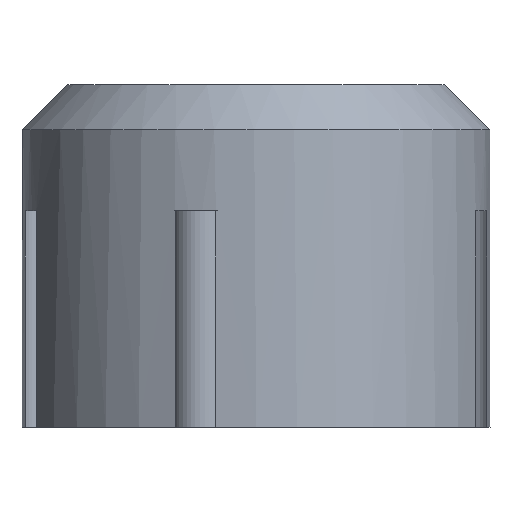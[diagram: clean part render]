
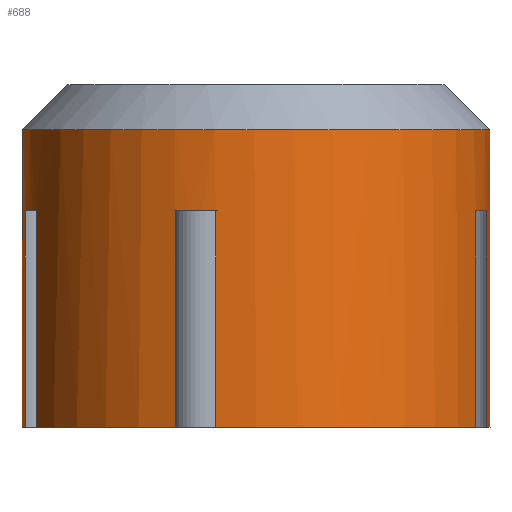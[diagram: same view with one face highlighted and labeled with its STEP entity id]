
A CAD part, front view. The second image highlights one B-rep face of the part: STEP entity #688.
In plain terms, the highlighted cylindrical face has radius 13 mm (diameter 26 mm), a full revolution.
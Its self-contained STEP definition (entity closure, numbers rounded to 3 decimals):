
#112=CARTESIAN_POINT('',(110.952,176.35,12.));
#113=VERTEX_POINT('',#112);
#114=CARTESIAN_POINT('',(110.952,176.35,0.0));
#115=VERTEX_POINT('',#114);
#116=CARTESIAN_POINT('',(110.952,176.35,12.));
#117=DIRECTION('',(0.0,0.0,-1.0));
#118=VECTOR('',#117,12.);
#119=LINE('',#116,#118);
#120=EDGE_CURVE('',#113,#115,#119,.T.);
#122=CARTESIAN_POINT('',(112.602,174.699,12.));
#123=VERTEX_POINT('',#122);
#131=CARTESIAN_POINT('',(112.602,174.699,0.0));
#132=VERTEX_POINT('',#131);
#133=CARTESIAN_POINT('',(112.602,174.699,0.0));
#134=DIRECTION('',(0.0,0.0,1.0));
#135=VECTOR('',#134,12.);
#136=LINE('',#133,#135);
#137=EDGE_CURVE('',#132,#123,#136,.T.);
#154=CARTESIAN_POINT('',(102.622,166.369,12.));
#155=DIRECTION('',(0.0,0.0,1.0));
#156=DIRECTION('',(-0.939,-0.344,0.0));
#157=AXIS2_PLACEMENT_3D('',#154,#155,#156);
#158=CIRCLE('',#157,13.);
#159=EDGE_CURVE('',#123,#113,#158,.T.);
#170=CARTESIAN_POINT('',(89.814,164.141,12.));
#171=VERTEX_POINT('',#170);
#172=CARTESIAN_POINT('',(90.416,161.895,12.));
#173=VERTEX_POINT('',#172);
#174=CARTESIAN_POINT('',(102.622,166.369,12.));
#175=DIRECTION('',(0.0,0.0,1.0));
#176=DIRECTION('',(-0.939,-0.344,0.0));
#177=AXIS2_PLACEMENT_3D('',#174,#175,#176);
#178=CIRCLE('',#177,13.);
#179=EDGE_CURVE('',#171,#173,#178,.T.);
#196=CARTESIAN_POINT('',(89.814,164.141,0.0));
#197=VERTEX_POINT('',#196);
#198=CARTESIAN_POINT('',(89.814,164.141,0.0));
#199=DIRECTION('',(0.0,0.0,1.0));
#200=VECTOR('',#199,12.);
#201=LINE('',#198,#200);
#202=EDGE_CURVE('',#197,#171,#201,.T.);
#204=CARTESIAN_POINT('',(90.416,161.895,0.0));
#205=VERTEX_POINT('',#204);
#213=CARTESIAN_POINT('',(90.416,161.895,12.));
#214=DIRECTION('',(0.0,0.0,-1.0));
#215=VECTOR('',#214,12.);
#216=LINE('',#213,#215);
#217=EDGE_CURVE('',#173,#205,#216,.T.);
#228=CARTESIAN_POINT('',(98.148,154.163,12.));
#229=VERTEX_POINT('',#228);
#230=CARTESIAN_POINT('',(100.393,153.562,12.));
#231=VERTEX_POINT('',#230);
#232=CARTESIAN_POINT('',(102.622,166.369,12.));
#233=DIRECTION('',(0.0,0.0,1.0));
#234=DIRECTION('',(-0.939,-0.344,0.0));
#235=AXIS2_PLACEMENT_3D('',#232,#233,#234);
#236=CIRCLE('',#235,13.);
#237=EDGE_CURVE('',#229,#231,#236,.T.);
#254=CARTESIAN_POINT('',(98.148,154.163,0.0));
#255=VERTEX_POINT('',#254);
#256=CARTESIAN_POINT('',(98.148,154.163,0.0));
#257=DIRECTION('',(0.0,0.0,1.0));
#258=VECTOR('',#257,12.);
#259=LINE('',#256,#258);
#260=EDGE_CURVE('',#255,#229,#259,.T.);
#262=CARTESIAN_POINT('',(100.393,153.562,0.0));
#263=VERTEX_POINT('',#262);
#271=CARTESIAN_POINT('',(100.393,153.562,12.));
#272=DIRECTION('',(0.0,0.0,-1.0));
#273=VECTOR('',#272,12.);
#274=LINE('',#271,#273);
#275=EDGE_CURVE('',#231,#263,#274,.T.);
#286=CARTESIAN_POINT('',(98.148,178.575,12.));
#287=VERTEX_POINT('',#286);
#288=CARTESIAN_POINT('',(98.148,178.575,0.0));
#289=VERTEX_POINT('',#288);
#290=CARTESIAN_POINT('',(98.148,178.575,12.));
#291=DIRECTION('',(0.0,0.0,-1.0));
#292=VECTOR('',#291,12.);
#293=LINE('',#290,#292);
#294=EDGE_CURVE('',#287,#289,#293,.T.);
#296=CARTESIAN_POINT('',(100.393,179.177,12.));
#297=VERTEX_POINT('',#296);
#305=CARTESIAN_POINT('',(100.393,179.177,0.0));
#306=VERTEX_POINT('',#305);
#307=CARTESIAN_POINT('',(100.393,179.177,0.0));
#308=DIRECTION('',(0.0,0.0,1.0));
#309=VECTOR('',#308,12.);
#310=LINE('',#307,#309);
#311=EDGE_CURVE('',#306,#297,#310,.T.);
#328=CARTESIAN_POINT('',(102.622,166.369,12.));
#329=DIRECTION('',(0.0,0.0,1.0));
#330=DIRECTION('',(-0.939,-0.344,0.0));
#331=AXIS2_PLACEMENT_3D('',#328,#329,#330);
#332=CIRCLE('',#331,13.);
#333=EDGE_CURVE('',#297,#287,#332,.T.);
#344=CARTESIAN_POINT('',(115.429,164.141,12.));
#345=VERTEX_POINT('',#344);
#346=CARTESIAN_POINT('',(115.429,164.141,0.0));
#347=VERTEX_POINT('',#346);
#348=CARTESIAN_POINT('',(115.429,164.141,12.));
#349=DIRECTION('',(0.0,0.0,-1.0));
#350=VECTOR('',#349,12.);
#351=LINE('',#348,#350);
#352=EDGE_CURVE('',#345,#347,#351,.T.);
#354=CARTESIAN_POINT('',(114.827,161.895,12.));
#355=VERTEX_POINT('',#354);
#363=CARTESIAN_POINT('',(114.827,161.895,0.0));
#364=VERTEX_POINT('',#363);
#365=CARTESIAN_POINT('',(114.827,161.895,0.0));
#366=DIRECTION('',(0.0,0.0,1.0));
#367=VECTOR('',#366,12.);
#368=LINE('',#365,#367);
#369=EDGE_CURVE('',#364,#355,#368,.T.);
#386=CARTESIAN_POINT('',(102.622,166.369,12.));
#387=DIRECTION('',(0.0,0.0,1.0));
#388=DIRECTION('',(-0.939,-0.344,0.0));
#389=AXIS2_PLACEMENT_3D('',#386,#387,#388);
#390=CIRCLE('',#389,13.);
#391=EDGE_CURVE('',#355,#345,#390,.T.);
#403=CARTESIAN_POINT('',(102.622,166.369,0.0));
#404=DIRECTION('',(0.0,0.0,-1.0));
#405=DIRECTION('',(1.0,0.0,0.0));
#406=AXIS2_PLACEMENT_3D('',#403,#404,#405);
#407=CIRCLE('',#406,13.);
#408=EDGE_CURVE('',#132,#347,#407,.T.);
#411=CARTESIAN_POINT('',(102.622,166.369,0.0));
#412=DIRECTION('',(0.0,0.0,-1.0));
#413=DIRECTION('',(1.0,0.0,0.0));
#414=AXIS2_PLACEMENT_3D('',#411,#412,#413);
#415=CIRCLE('',#414,13.);
#416=EDGE_CURVE('',#364,#263,#415,.T.);
#419=CARTESIAN_POINT('',(102.622,166.369,0.0));
#420=DIRECTION('',(0.0,0.0,-1.0));
#421=DIRECTION('',(1.0,0.0,0.0));
#422=AXIS2_PLACEMENT_3D('',#419,#420,#421);
#423=CIRCLE('',#422,13.);
#424=EDGE_CURVE('',#255,#205,#423,.T.);
#427=CARTESIAN_POINT('',(102.622,166.369,0.0));
#428=DIRECTION('',(0.0,0.0,-1.0));
#429=DIRECTION('',(1.0,0.0,0.0));
#430=AXIS2_PLACEMENT_3D('',#427,#428,#429);
#431=CIRCLE('',#430,13.);
#432=EDGE_CURVE('',#197,#289,#431,.T.);
#435=CARTESIAN_POINT('',(102.622,166.369,0.0));
#436=DIRECTION('',(0.0,0.0,-1.0));
#437=DIRECTION('',(1.0,0.0,0.0));
#438=AXIS2_PLACEMENT_3D('',#435,#436,#437);
#439=CIRCLE('',#438,13.);
#440=EDGE_CURVE('',#306,#115,#439,.T.);
#614=CARTESIAN_POINT('',(98.148,154.163,16.5));
#615=VERTEX_POINT('',#614);
#616=CARTESIAN_POINT('',(102.622,166.369,16.5));
#617=DIRECTION('',(0.0,0.0,1.0));
#618=DIRECTION('',(-0.939,-0.344,0.0));
#619=AXIS2_PLACEMENT_3D('',#616,#617,#618);
#620=CIRCLE('',#619,13.);
#621=EDGE_CURVE('',#615,#615,#620,.T.);
#658=CARTESIAN_POINT('',(102.622,166.369,0.0));
#659=DIRECTION('',(0.0,0.0,1.0));
#660=DIRECTION('',(-0.939,-0.344,0.0));
#661=AXIS2_PLACEMENT_3D('',#658,#659,#660);
#662=CYLINDRICAL_SURFACE('',#661,13.);
#663=ORIENTED_EDGE('',*,*,#120,.T.);
#664=ORIENTED_EDGE('',*,*,#440,.F.);
#665=ORIENTED_EDGE('',*,*,#311,.T.);
#666=ORIENTED_EDGE('',*,*,#333,.T.);
#667=ORIENTED_EDGE('',*,*,#294,.T.);
#668=ORIENTED_EDGE('',*,*,#432,.F.);
#669=ORIENTED_EDGE('',*,*,#202,.T.);
#670=ORIENTED_EDGE('',*,*,#179,.T.);
#671=ORIENTED_EDGE('',*,*,#217,.T.);
#672=ORIENTED_EDGE('',*,*,#424,.F.);
#673=ORIENTED_EDGE('',*,*,#260,.T.);
#674=ORIENTED_EDGE('',*,*,#237,.T.);
#675=ORIENTED_EDGE('',*,*,#275,.T.);
#676=ORIENTED_EDGE('',*,*,#416,.F.);
#677=ORIENTED_EDGE('',*,*,#369,.T.);
#678=ORIENTED_EDGE('',*,*,#391,.T.);
#679=ORIENTED_EDGE('',*,*,#352,.T.);
#680=ORIENTED_EDGE('',*,*,#408,.F.);
#681=ORIENTED_EDGE('',*,*,#137,.T.);
#682=ORIENTED_EDGE('',*,*,#159,.T.);
#683=EDGE_LOOP('',(#663,#664,#665,#666,#667,#668,#669,#670,#671,#672,#673,#674,#675,#676,#677,#678,#679,#680,#681,#682));
#684=FACE_OUTER_BOUND('',#683,.T.);
#685=ORIENTED_EDGE('',*,*,#621,.F.);
#686=EDGE_LOOP('',(#685));
#687=FACE_BOUND('',#686,.T.);
#688=ADVANCED_FACE('',(#684,#687),#662,.T.);
